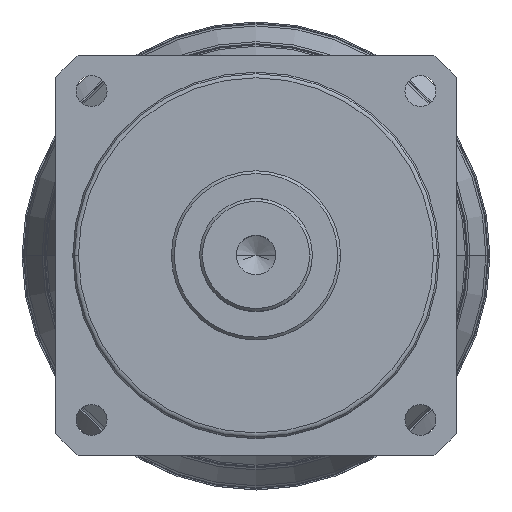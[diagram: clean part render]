
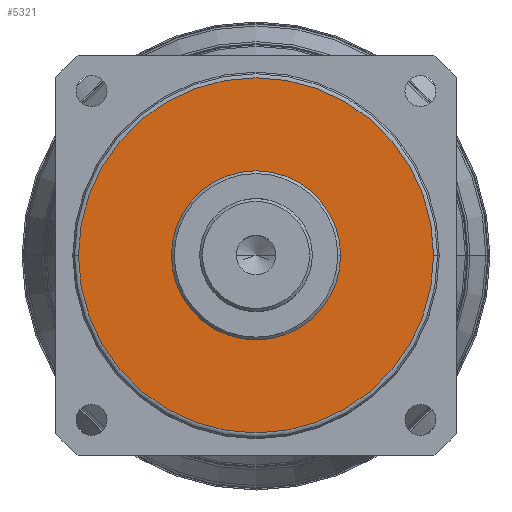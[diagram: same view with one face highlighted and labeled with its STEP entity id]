
A CAD part, top view. The second image highlights one B-rep face of the part: STEP entity #5321.
In plain terms, the highlighted planar face has unit normal (0, 0, 1).
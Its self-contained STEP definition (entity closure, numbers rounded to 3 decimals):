
#1750=CARTESIAN_POINT('',(0.,0.,119.));
#1751=DIRECTION('',(0.,0.,1.));
#1752=DIRECTION('',(1.,0.,0.));
#1753=AXIS2_PLACEMENT_3D('',#1750,#1751,#1752);
#1755=CARTESIAN_POINT('',(0.,0.,119.));
#1756=DIRECTION('',(0.,0.,1.));
#1757=DIRECTION('',(-1.,0.,0.));
#1758=AXIS2_PLACEMENT_3D('',#1755,#1756,#1757);
#1760=CARTESIAN_POINT('',(0.,0.,119.));
#1761=DIRECTION('',(0.,0.,-1.));
#1762=DIRECTION('',(1.,0.,0.));
#1763=AXIS2_PLACEMENT_3D('',#1760,#1761,#1762);
#1765=CARTESIAN_POINT('',(0.,0.,119.));
#1766=DIRECTION('',(0.,0.,-1.));
#1767=DIRECTION('',(-1.,0.,0.));
#1768=AXIS2_PLACEMENT_3D('',#1765,#1766,#1767);
#2681=CARTESIAN_POINT('',(-63.,0.,119.));
#2682=VERTEX_POINT('',#2681);
#2683=CARTESIAN_POINT('',(63.,0.,119.));
#2684=VERTEX_POINT('',#2683);
#2971=CARTESIAN_POINT('',(-30.,0.,119.));
#2972=VERTEX_POINT('',#2971);
#2973=CARTESIAN_POINT('',(30.,0.,119.));
#2974=VERTEX_POINT('',#2973);
#5305=CARTESIAN_POINT('',(0.,0.,119.));
#5306=DIRECTION('',(0.,0.,1.));
#5307=DIRECTION('',(1.,0.,0.));
#5308=AXIS2_PLACEMENT_3D('',#5305,#5306,#5307);
#5309=PLANE('',#5308);
#5310=ORIENTED_EDGE('',*,*,#5295,.F.);
#5312=ORIENTED_EDGE('',*,*,#5311,.F.);
#5313=EDGE_LOOP('',(#5310,#5312));
#5314=FACE_OUTER_BOUND('',#5313,.F.);
#5316=ORIENTED_EDGE('',*,*,#5315,.F.);
#5318=ORIENTED_EDGE('',*,*,#5317,.F.);
#5319=EDGE_LOOP('',(#5316,#5318));
#5320=FACE_BOUND('',#5319,.F.);
#5321=ADVANCED_FACE('',(#5314,#5320),#5309,.T.);
#1754=CIRCLE('',#1753,63.);
#1759=CIRCLE('',#1758,63.);
#1764=CIRCLE('',#1763,30.);
#1769=CIRCLE('',#1768,30.);
#5295=EDGE_CURVE('',#2684,#2682,#1754,.T.);
#5311=EDGE_CURVE('',#2682,#2684,#1759,.T.);
#5315=EDGE_CURVE('',#2974,#2972,#1764,.T.);
#5317=EDGE_CURVE('',#2972,#2974,#1769,.T.);
